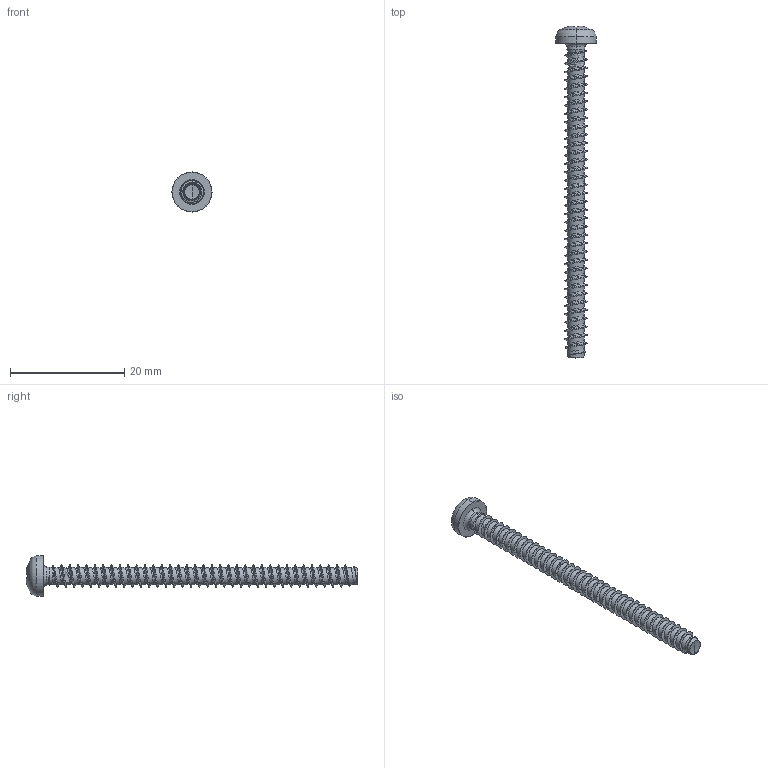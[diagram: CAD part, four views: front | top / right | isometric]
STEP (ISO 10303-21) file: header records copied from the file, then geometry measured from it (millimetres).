
FILE_DESCRIPTION (( 'STEP AP203' ), '1' );
FILE_NAME ('STP320400550.STEP', '2017-08-15T14:36:11', ( '' ), ( '' ), 'SwSTEP 2.0', 'SolidWorks 2015', '' );
FILE_SCHEMA (( 'CONFIG_CONTROL_DESIGN' ));
Products named in the file (1): STP320400550
Bounding box: 7 x 58.05 x 7 mm (x, y, z)
Volume: 492.9 mm3; surface area: 952.3 mm2
Topology: 1 solids, 1 shells, 235 faces, 576 edges, 343 vertices
Faces by surface type: cylinder 99, bspline 51, torus 28, sphere 28, plane 22, cone 7
Entity records: 62358 total; most frequent: CARTESIAN_POINT 57433, ORIENTED_EDGE 1148, DIRECTION 874, EDGE_CURVE 574, AXIS2_PLACEMENT_3D 372, VERTEX_POINT 343, EDGE_LOOP 237, FACE_OUTER_BOUND 235
